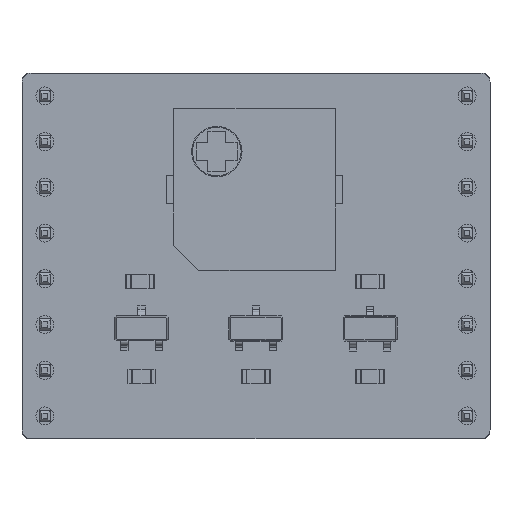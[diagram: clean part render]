
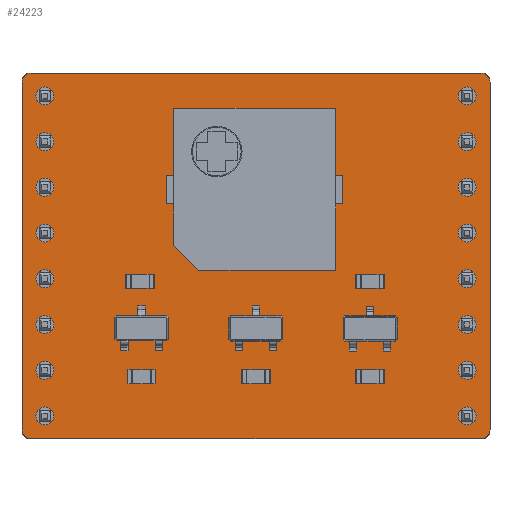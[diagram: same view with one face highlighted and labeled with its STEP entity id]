
A CAD part, top view. The second image highlights one B-rep face of the part: STEP entity #24223.
In plain terms, the highlighted planar face has unit normal (0, 0, 1).
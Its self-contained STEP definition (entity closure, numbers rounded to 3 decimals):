
#23898 = VERTEX_POINT('',#23899);
#23899 = CARTESIAN_POINT('',(63.02,13.63,1.5));
#23905 = EDGE_CURVE('',#23898,#23906,#23908,.T.);
#23906 = VERTEX_POINT('',#23907);
#23907 = CARTESIAN_POINT('',(63.521,13.13,1.5));
#23908 = CIRCLE('',#23909,0.503);
#23909 = AXIS2_PLACEMENT_3D('',#23910,#23911,#23912);
#23910 = CARTESIAN_POINT('',(63.019,13.127,1.5));
#23911 = DIRECTION('',(0.,0.,-1.));
#23912 = DIRECTION('',(0.002,1.,0.));
#23940 = VERTEX_POINT('',#23941);
#23941 = CARTESIAN_POINT('',(38.02,13.63,1.5));
#23947 = EDGE_CURVE('',#23940,#23898,#23948,.T.);
#23948 = LINE('',#23949,#23950);
#23949 = CARTESIAN_POINT('',(38.02,13.63,1.5));
#23950 = VECTOR('',#23951,1.);
#23951 = DIRECTION('',(1.,0.,0.));
#23969 = EDGE_CURVE('',#23906,#23970,#23972,.T.);
#23970 = VERTEX_POINT('',#23971);
#23971 = CARTESIAN_POINT('',(63.521,-6.19,1.5));
#23972 = LINE('',#23973,#23974);
#23973 = CARTESIAN_POINT('',(63.521,13.13,1.5));
#23974 = VECTOR('',#23975,1.);
#23975 = DIRECTION('',(0.,-1.,0.));
#24223 = ADVANCED_FACE('',(#24224,#24270,#24281,#24292,#24303,#24314,
    #24325,#24336,#24347,#24358,#24369,#24380,#24391,#24402,#24413,
    #24424,#24435),#24446,.T.);
#24224 = FACE_BOUND('',#24225,.T.);
#24225 = EDGE_LOOP('',(#24226,#24227,#24228,#24237,#24245,#24254,#24262,
    #24269));
#24226 = ORIENTED_EDGE('',*,*,#23905,.F.);
#24227 = ORIENTED_EDGE('',*,*,#23947,.F.);
#24228 = ORIENTED_EDGE('',*,*,#24229,.F.);
#24229 = EDGE_CURVE('',#24230,#23940,#24232,.T.);
#24230 = VERTEX_POINT('',#24231);
#24231 = CARTESIAN_POINT('',(37.52,13.13,1.5));
#24232 = CIRCLE('',#24233,0.5);
#24233 = AXIS2_PLACEMENT_3D('',#24234,#24235,#24236);
#24234 = CARTESIAN_POINT('',(38.02,13.13,1.5));
#24235 = DIRECTION('',(0.,0.,-1.));
#24236 = DIRECTION('',(-1.,0.,-0.));
#24237 = ORIENTED_EDGE('',*,*,#24238,.F.);
#24238 = EDGE_CURVE('',#24239,#24230,#24241,.T.);
#24239 = VERTEX_POINT('',#24240);
#24240 = CARTESIAN_POINT('',(37.52,-6.19,1.5));
#24241 = LINE('',#24242,#24243);
#24242 = CARTESIAN_POINT('',(37.52,-6.19,1.5));
#24243 = VECTOR('',#24244,1.);
#24244 = DIRECTION('',(0.,1.,0.));
#24245 = ORIENTED_EDGE('',*,*,#24246,.F.);
#24246 = EDGE_CURVE('',#24247,#24239,#24249,.T.);
#24247 = VERTEX_POINT('',#24248);
#24248 = CARTESIAN_POINT('',(38.02,-6.69,1.5));
#24249 = CIRCLE('',#24250,0.5);
#24250 = AXIS2_PLACEMENT_3D('',#24251,#24252,#24253);
#24251 = CARTESIAN_POINT('',(38.02,-6.19,1.5));
#24252 = DIRECTION('',(0.,0.,-1.));
#24253 = DIRECTION('',(0.,-1.,-0.));
#24254 = ORIENTED_EDGE('',*,*,#24255,.F.);
#24255 = EDGE_CURVE('',#24256,#24247,#24258,.T.);
#24256 = VERTEX_POINT('',#24257);
#24257 = CARTESIAN_POINT('',(63.021,-6.69,1.5));
#24258 = LINE('',#24259,#24260);
#24259 = CARTESIAN_POINT('',(63.021,-6.69,1.5));
#24260 = VECTOR('',#24261,1.);
#24261 = DIRECTION('',(-1.,0.,0.));
#24262 = ORIENTED_EDGE('',*,*,#24263,.F.);
#24263 = EDGE_CURVE('',#23970,#24256,#24264,.T.);
#24264 = CIRCLE('',#24265,0.5);
#24265 = AXIS2_PLACEMENT_3D('',#24266,#24267,#24268);
#24266 = CARTESIAN_POINT('',(63.021,-6.19,1.5));
#24267 = DIRECTION('',(0.,0.,-1.));
#24268 = DIRECTION('',(1.,0.,0.));
#24269 = ORIENTED_EDGE('',*,*,#23969,.F.);
#24270 = FACE_BOUND('',#24271,.T.);
#24271 = EDGE_LOOP('',(#24272));
#24272 = ORIENTED_EDGE('',*,*,#24273,.T.);
#24273 = EDGE_CURVE('',#24274,#24274,#24276,.T.);
#24274 = VERTEX_POINT('',#24275);
#24275 = CARTESIAN_POINT('',(38.79,-5.92,1.5));
#24276 = CIRCLE('',#24277,0.5);
#24277 = AXIS2_PLACEMENT_3D('',#24278,#24279,#24280);
#24278 = CARTESIAN_POINT('',(38.79,-5.42,1.5));
#24279 = DIRECTION('',(-0.,0.,-1.));
#24280 = DIRECTION('',(-0.,-1.,0.));
#24281 = FACE_BOUND('',#24282,.T.);
#24282 = EDGE_LOOP('',(#24283));
#24283 = ORIENTED_EDGE('',*,*,#24284,.T.);
#24284 = EDGE_CURVE('',#24285,#24285,#24287,.T.);
#24285 = VERTEX_POINT('',#24286);
#24286 = CARTESIAN_POINT('',(38.79,-3.38,1.5));
#24287 = CIRCLE('',#24288,0.5);
#24288 = AXIS2_PLACEMENT_3D('',#24289,#24290,#24291);
#24289 = CARTESIAN_POINT('',(38.79,-2.88,1.5));
#24290 = DIRECTION('',(-0.,0.,-1.));
#24291 = DIRECTION('',(-0.,-1.,0.));
#24292 = FACE_BOUND('',#24293,.T.);
#24293 = EDGE_LOOP('',(#24294));
#24294 = ORIENTED_EDGE('',*,*,#24295,.T.);
#24295 = EDGE_CURVE('',#24296,#24296,#24298,.T.);
#24296 = VERTEX_POINT('',#24297);
#24297 = CARTESIAN_POINT('',(38.79,-0.84,1.5));
#24298 = CIRCLE('',#24299,0.5);
#24299 = AXIS2_PLACEMENT_3D('',#24300,#24301,#24302);
#24300 = CARTESIAN_POINT('',(38.79,-0.34,1.5));
#24301 = DIRECTION('',(-0.,0.,-1.));
#24302 = DIRECTION('',(-0.,-1.,0.));
#24303 = FACE_BOUND('',#24304,.T.);
#24304 = EDGE_LOOP('',(#24305));
#24305 = ORIENTED_EDGE('',*,*,#24306,.T.);
#24306 = EDGE_CURVE('',#24307,#24307,#24309,.T.);
#24307 = VERTEX_POINT('',#24308);
#24308 = CARTESIAN_POINT('',(38.79,1.7,1.5));
#24309 = CIRCLE('',#24310,0.5);
#24310 = AXIS2_PLACEMENT_3D('',#24311,#24312,#24313);
#24311 = CARTESIAN_POINT('',(38.79,2.2,1.5));
#24312 = DIRECTION('',(-0.,0.,-1.));
#24313 = DIRECTION('',(-0.,-1.,0.));
#24314 = FACE_BOUND('',#24315,.T.);
#24315 = EDGE_LOOP('',(#24316));
#24316 = ORIENTED_EDGE('',*,*,#24317,.T.);
#24317 = EDGE_CURVE('',#24318,#24318,#24320,.T.);
#24318 = VERTEX_POINT('',#24319);
#24319 = CARTESIAN_POINT('',(62.25,-5.92,1.5));
#24320 = CIRCLE('',#24321,0.5);
#24321 = AXIS2_PLACEMENT_3D('',#24322,#24323,#24324);
#24322 = CARTESIAN_POINT('',(62.25,-5.42,1.5));
#24323 = DIRECTION('',(-0.,0.,-1.));
#24324 = DIRECTION('',(-0.,-1.,0.));
#24325 = FACE_BOUND('',#24326,.T.);
#24326 = EDGE_LOOP('',(#24327));
#24327 = ORIENTED_EDGE('',*,*,#24328,.T.);
#24328 = EDGE_CURVE('',#24329,#24329,#24331,.T.);
#24329 = VERTEX_POINT('',#24330);
#24330 = CARTESIAN_POINT('',(62.25,-3.38,1.5));
#24331 = CIRCLE('',#24332,0.5);
#24332 = AXIS2_PLACEMENT_3D('',#24333,#24334,#24335);
#24333 = CARTESIAN_POINT('',(62.25,-2.88,1.5));
#24334 = DIRECTION('',(-0.,0.,-1.));
#24335 = DIRECTION('',(-0.,-1.,0.));
#24336 = FACE_BOUND('',#24337,.T.);
#24337 = EDGE_LOOP('',(#24338));
#24338 = ORIENTED_EDGE('',*,*,#24339,.T.);
#24339 = EDGE_CURVE('',#24340,#24340,#24342,.T.);
#24340 = VERTEX_POINT('',#24341);
#24341 = CARTESIAN_POINT('',(62.25,-0.84,1.5));
#24342 = CIRCLE('',#24343,0.5);
#24343 = AXIS2_PLACEMENT_3D('',#24344,#24345,#24346);
#24344 = CARTESIAN_POINT('',(62.25,-0.34,1.5));
#24345 = DIRECTION('',(-0.,0.,-1.));
#24346 = DIRECTION('',(-0.,-1.,0.));
#24347 = FACE_BOUND('',#24348,.T.);
#24348 = EDGE_LOOP('',(#24349));
#24349 = ORIENTED_EDGE('',*,*,#24350,.T.);
#24350 = EDGE_CURVE('',#24351,#24351,#24353,.T.);
#24351 = VERTEX_POINT('',#24352);
#24352 = CARTESIAN_POINT('',(62.25,1.7,1.5));
#24353 = CIRCLE('',#24354,0.5);
#24354 = AXIS2_PLACEMENT_3D('',#24355,#24356,#24357);
#24355 = CARTESIAN_POINT('',(62.25,2.2,1.5));
#24356 = DIRECTION('',(-0.,0.,-1.));
#24357 = DIRECTION('',(-0.,-1.,0.));
#24358 = FACE_BOUND('',#24359,.T.);
#24359 = EDGE_LOOP('',(#24360));
#24360 = ORIENTED_EDGE('',*,*,#24361,.T.);
#24361 = EDGE_CURVE('',#24362,#24362,#24364,.T.);
#24362 = VERTEX_POINT('',#24363);
#24363 = CARTESIAN_POINT('',(38.79,4.24,1.5));
#24364 = CIRCLE('',#24365,0.5);
#24365 = AXIS2_PLACEMENT_3D('',#24366,#24367,#24368);
#24366 = CARTESIAN_POINT('',(38.79,4.74,1.5));
#24367 = DIRECTION('',(-0.,0.,-1.));
#24368 = DIRECTION('',(-0.,-1.,0.));
#24369 = FACE_BOUND('',#24370,.T.);
#24370 = EDGE_LOOP('',(#24371));
#24371 = ORIENTED_EDGE('',*,*,#24372,.T.);
#24372 = EDGE_CURVE('',#24373,#24373,#24375,.T.);
#24373 = VERTEX_POINT('',#24374);
#24374 = CARTESIAN_POINT('',(38.79,6.78,1.5));
#24375 = CIRCLE('',#24376,0.5);
#24376 = AXIS2_PLACEMENT_3D('',#24377,#24378,#24379);
#24377 = CARTESIAN_POINT('',(38.79,7.28,1.5));
#24378 = DIRECTION('',(-0.,0.,-1.));
#24379 = DIRECTION('',(-0.,-1.,0.));
#24380 = FACE_BOUND('',#24381,.T.);
#24381 = EDGE_LOOP('',(#24382));
#24382 = ORIENTED_EDGE('',*,*,#24383,.T.);
#24383 = EDGE_CURVE('',#24384,#24384,#24386,.T.);
#24384 = VERTEX_POINT('',#24385);
#24385 = CARTESIAN_POINT('',(38.79,9.32,1.5));
#24386 = CIRCLE('',#24387,0.5);
#24387 = AXIS2_PLACEMENT_3D('',#24388,#24389,#24390);
#24388 = CARTESIAN_POINT('',(38.79,9.82,1.5));
#24389 = DIRECTION('',(-0.,0.,-1.));
#24390 = DIRECTION('',(-0.,-1.,0.));
#24391 = FACE_BOUND('',#24392,.T.);
#24392 = EDGE_LOOP('',(#24393));
#24393 = ORIENTED_EDGE('',*,*,#24394,.T.);
#24394 = EDGE_CURVE('',#24395,#24395,#24397,.T.);
#24395 = VERTEX_POINT('',#24396);
#24396 = CARTESIAN_POINT('',(38.79,11.86,1.5));
#24397 = CIRCLE('',#24398,0.5);
#24398 = AXIS2_PLACEMENT_3D('',#24399,#24400,#24401);
#24399 = CARTESIAN_POINT('',(38.79,12.36,1.5));
#24400 = DIRECTION('',(-0.,0.,-1.));
#24401 = DIRECTION('',(-0.,-1.,0.));
#24402 = FACE_BOUND('',#24403,.T.);
#24403 = EDGE_LOOP('',(#24404));
#24404 = ORIENTED_EDGE('',*,*,#24405,.T.);
#24405 = EDGE_CURVE('',#24406,#24406,#24408,.T.);
#24406 = VERTEX_POINT('',#24407);
#24407 = CARTESIAN_POINT('',(62.25,4.24,1.5));
#24408 = CIRCLE('',#24409,0.5);
#24409 = AXIS2_PLACEMENT_3D('',#24410,#24411,#24412);
#24410 = CARTESIAN_POINT('',(62.25,4.74,1.5));
#24411 = DIRECTION('',(-0.,0.,-1.));
#24412 = DIRECTION('',(-0.,-1.,0.));
#24413 = FACE_BOUND('',#24414,.T.);
#24414 = EDGE_LOOP('',(#24415));
#24415 = ORIENTED_EDGE('',*,*,#24416,.T.);
#24416 = EDGE_CURVE('',#24417,#24417,#24419,.T.);
#24417 = VERTEX_POINT('',#24418);
#24418 = CARTESIAN_POINT('',(62.25,6.78,1.5));
#24419 = CIRCLE('',#24420,0.5);
#24420 = AXIS2_PLACEMENT_3D('',#24421,#24422,#24423);
#24421 = CARTESIAN_POINT('',(62.25,7.28,1.5));
#24422 = DIRECTION('',(-0.,0.,-1.));
#24423 = DIRECTION('',(-0.,-1.,0.));
#24424 = FACE_BOUND('',#24425,.T.);
#24425 = EDGE_LOOP('',(#24426));
#24426 = ORIENTED_EDGE('',*,*,#24427,.T.);
#24427 = EDGE_CURVE('',#24428,#24428,#24430,.T.);
#24428 = VERTEX_POINT('',#24429);
#24429 = CARTESIAN_POINT('',(62.25,9.32,1.5));
#24430 = CIRCLE('',#24431,0.5);
#24431 = AXIS2_PLACEMENT_3D('',#24432,#24433,#24434);
#24432 = CARTESIAN_POINT('',(62.25,9.82,1.5));
#24433 = DIRECTION('',(-0.,0.,-1.));
#24434 = DIRECTION('',(-0.,-1.,0.));
#24435 = FACE_BOUND('',#24436,.T.);
#24436 = EDGE_LOOP('',(#24437));
#24437 = ORIENTED_EDGE('',*,*,#24438,.T.);
#24438 = EDGE_CURVE('',#24439,#24439,#24441,.T.);
#24439 = VERTEX_POINT('',#24440);
#24440 = CARTESIAN_POINT('',(62.25,11.86,1.5));
#24441 = CIRCLE('',#24442,0.5);
#24442 = AXIS2_PLACEMENT_3D('',#24443,#24444,#24445);
#24443 = CARTESIAN_POINT('',(62.25,12.36,1.5));
#24444 = DIRECTION('',(-0.,0.,-1.));
#24445 = DIRECTION('',(-0.,-1.,0.));
#24446 = PLANE('',#24447);
#24447 = AXIS2_PLACEMENT_3D('',#24448,#24449,#24450);
#24448 = CARTESIAN_POINT('',(0.,0.,1.5));
#24449 = DIRECTION('',(0.,0.,1.));
#24450 = DIRECTION('',(1.,0.,-0.));
